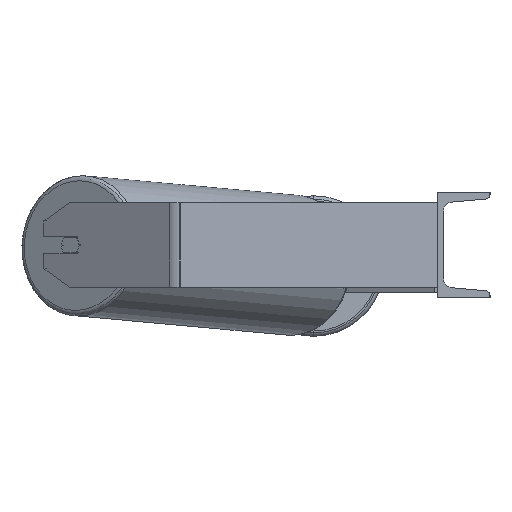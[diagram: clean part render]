
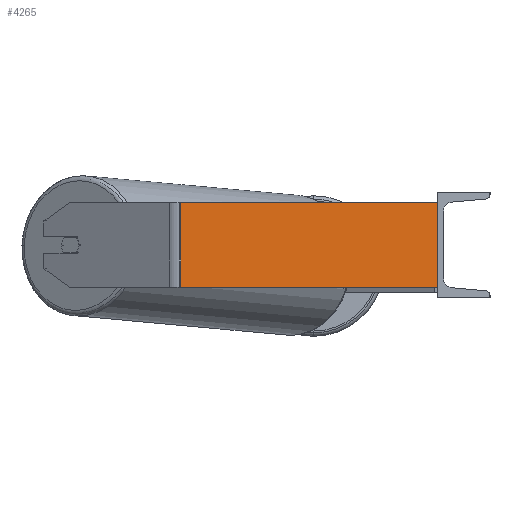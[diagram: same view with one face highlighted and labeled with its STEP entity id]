
A CAD part, left-side view. The second image highlights one B-rep face of the part: STEP entity #4265.
In plain terms, the highlighted planar face has unit normal (-0.996, -0.087, 0).
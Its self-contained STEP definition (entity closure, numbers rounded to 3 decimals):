
#133 = DIRECTION ( 'NONE',  ( 0.087, -0.996, 0. ) ) ;
#868 = CARTESIAN_POINT ( 'NONE',  ( -585., 0., 40. ) ) ;
#1040 = DIRECTION ( 'NONE',  ( 0.996, 0.087, 0. ) ) ;
#1507 = EDGE_CURVE ( 'NONE', #5619, #9126, #7838, .T. ) ;
#1647 = LINE ( 'NONE', #868, #5992 ) ;
#1819 = EDGE_CURVE ( 'NONE', #2541, #5619, #4107, .T. ) ;
#2528 = FACE_OUTER_BOUND ( 'NONE', #3230, .T. ) ;
#2541 = VERTEX_POINT ( 'NONE', #7356 ) ;
#2689 = DIRECTION ( 'NONE',  ( 0., 0., -1. ) ) ;
#2694 = CARTESIAN_POINT ( 'NONE',  ( -585., 0., 40. ) ) ;
#3002 = DIRECTION ( 'NONE',  ( 0., 0., -1. ) ) ;
#3057 = AXIS2_PLACEMENT_3D ( 'NONE', #4637, #1040, #8832 ) ;
#3230 = EDGE_LOOP ( 'NONE', ( #5375, #4174, #5246, #5296 ) ) ;
#3892 = PLANE ( 'NONE',  #3057 ) ;
#4107 = LINE ( 'NONE', #9031, #7709 ) ;
#4174 = ORIENTED_EDGE ( 'NONE', *, *, #9111, .F. ) ;
#4265 = ADVANCED_FACE ( 'NONE', ( #2528 ), #3892, .F. ) ;
#4430 = CARTESIAN_POINT ( 'NONE',  ( -606.731, 248.387, -40. ) ) ;
#4637 = CARTESIAN_POINT ( 'NONE',  ( -606.731, 248.387, 40. ) ) ;
#4804 = VECTOR ( 'NONE', #8527, 1000. ) ;
#4893 = VERTEX_POINT ( 'NONE', #2694 ) ;
#5246 = ORIENTED_EDGE ( 'NONE', *, *, #8977, .F. ) ;
#5253 = CARTESIAN_POINT ( 'NONE',  ( -585., 0., -40. ) ) ;
#5296 = ORIENTED_EDGE ( 'NONE', *, *, #1819, .T. ) ;
#5375 = ORIENTED_EDGE ( 'NONE', *, *, #1507, .T. ) ;
#5619 = VERTEX_POINT ( 'NONE', #5685 ) ;
#5685 = CARTESIAN_POINT ( 'NONE',  ( -606.224, 242.586, -40. ) ) ;
#5992 = VECTOR ( 'NONE', #3002, 1000. ) ;
#6377 = LINE ( 'NONE', #9135, #4804 ) ;
#7356 = CARTESIAN_POINT ( 'NONE',  ( -606.224, 242.586, 40. ) ) ;
#7534 = VECTOR ( 'NONE', #133, 1000. ) ;
#7709 = VECTOR ( 'NONE', #2689, 1000. ) ;
#7838 = LINE ( 'NONE', #4430, #7534 ) ;
#8527 = DIRECTION ( 'NONE',  ( 0.087, -0.996, 0. ) ) ;
#8832 = DIRECTION ( 'NONE',  ( -0.087, 0.996, 0. ) ) ;
#8977 = EDGE_CURVE ( 'NONE', #2541, #4893, #6377, .T. ) ;
#9031 = CARTESIAN_POINT ( 'NONE',  ( -606.224, 242.586, 40. ) ) ;
#9111 = EDGE_CURVE ( 'NONE', #4893, #9126, #1647, .T. ) ;
#9126 = VERTEX_POINT ( 'NONE', #5253 ) ;
#9135 = CARTESIAN_POINT ( 'NONE',  ( -606.731, 248.387, 40. ) ) ;
